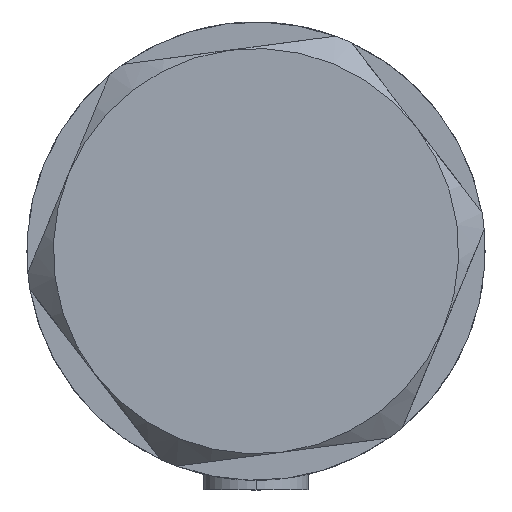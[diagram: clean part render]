
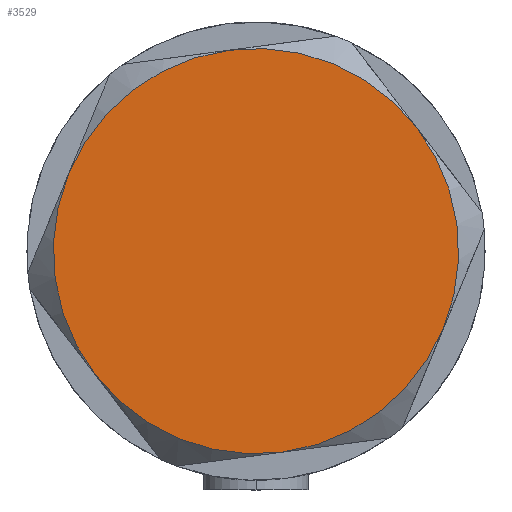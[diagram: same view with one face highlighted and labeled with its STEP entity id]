
A CAD part, left-side view. The second image highlights one B-rep face of the part: STEP entity #3529.
In plain terms, the highlighted face is planar.
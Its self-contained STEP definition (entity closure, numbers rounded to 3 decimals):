
#142 = VERTEX_POINT ( 'NONE', #1206 ) ;
#256 = CARTESIAN_POINT ( 'NONE',  ( 0., 0., 9. ) ) ;
#340 = CARTESIAN_POINT ( 'NONE',  ( -11.5, 19.919, 9. ) ) ;
#368 = AXIS2_PLACEMENT_3D ( 'NONE', #3563, #1648, #4875 ) ;
#374 = DIRECTION ( 'NONE',  ( 1., 0., 0. ) ) ;
#664 = VERTEX_POINT ( 'NONE', #854 ) ;
#695 = CIRCLE ( 'NONE', #1872, 23. ) ;
#797 = EDGE_CURVE ( 'NONE', #664, #142, #695, .T. ) ;
#854 = CARTESIAN_POINT ( 'NONE',  ( -23., 0., 9. ) ) ;
#953 = CIRCLE ( 'NONE', #4433, 23. ) ;
#1055 = DIRECTION ( 'NONE',  ( 1., 0., 0. ) ) ;
#1065 = ORIENTED_EDGE ( 'NONE', *, *, #2714, .T. ) ;
#1187 = CIRCLE ( 'NONE', #4607, 23. ) ;
#1206 = CARTESIAN_POINT ( 'NONE',  ( -11.5, -19.919, 9. ) ) ;
#1273 = CIRCLE ( 'NONE', #4162, 23. ) ;
#1378 = CARTESIAN_POINT ( 'NONE',  ( 11.5, -19.919, 9. ) ) ;
#1456 = EDGE_CURVE ( 'NONE', #1758, #4273, #953, .T. ) ;
#1499 = CARTESIAN_POINT ( 'NONE',  ( 0., 0., 9. ) ) ;
#1648 = DIRECTION ( 'NONE',  ( 0., 0., 1. ) ) ;
#1758 = VERTEX_POINT ( 'NONE', #2761 ) ;
#1872 = AXIS2_PLACEMENT_3D ( 'NONE', #256, #4525, #3733 ) ;
#1881 = EDGE_CURVE ( 'NONE', #4273, #664, #3918, .T. ) ;
#1923 = DIRECTION ( 'NONE',  ( 0., 0., 1. ) ) ;
#1941 = CARTESIAN_POINT ( 'NONE',  ( 0., 0., 9. ) ) ;
#2045 = ORIENTED_EDGE ( 'NONE', *, *, #1456, .T. ) ;
#2160 = EDGE_CURVE ( 'NONE', #142, #2506, #1273, .T. ) ;
#2271 = CARTESIAN_POINT ( 'NONE',  ( 0., 0., 9. ) ) ;
#2330 = DIRECTION ( 'NONE',  ( 1., 0., 0. ) ) ;
#2497 = PLANE ( 'NONE',  #368 ) ;
#2506 = VERTEX_POINT ( 'NONE', #1378 ) ;
#2611 = DIRECTION ( 'NONE',  ( 0., 0., 1. ) ) ;
#2714 = EDGE_CURVE ( 'NONE', #2506, #4304, #3045, .T. ) ;
#2761 = CARTESIAN_POINT ( 'NONE',  ( 11.5, 19.919, 9. ) ) ;
#2925 = EDGE_CURVE ( 'NONE', #4304, #1758, #1187, .T. ) ;
#2931 = DIRECTION ( 'NONE',  ( 0., 0., 1. ) ) ;
#2961 = EDGE_LOOP ( 'NONE', ( #1065, #3677, #2045, #4935, #3238, #4165 ) ) ;
#3045 = CIRCLE ( 'NONE', #3666, 23. ) ;
#3238 = ORIENTED_EDGE ( 'NONE', *, *, #797, .T. ) ;
#3424 = DIRECTION ( 'NONE',  ( 0., 0., 1. ) ) ;
#3529 = ADVANCED_FACE ( 'NONE', ( #4032 ), #2497, .T. ) ;
#3554 = DIRECTION ( 'NONE',  ( 0., 0., 1. ) ) ;
#3563 = CARTESIAN_POINT ( 'NONE',  ( 0., 0., 9. ) ) ;
#3666 = AXIS2_PLACEMENT_3D ( 'NONE', #2271, #2611, #1055 ) ;
#3677 = ORIENTED_EDGE ( 'NONE', *, *, #2925, .T. ) ;
#3725 = CARTESIAN_POINT ( 'NONE',  ( 0., 0., 9. ) ) ;
#3733 = DIRECTION ( 'NONE',  ( 1., 0., 0. ) ) ;
#3918 = CIRCLE ( 'NONE', #5042, 23. ) ;
#4032 = FACE_OUTER_BOUND ( 'NONE', #2961, .T. ) ;
#4034 = CARTESIAN_POINT ( 'NONE',  ( 23., 0., 9. ) ) ;
#4162 = AXIS2_PLACEMENT_3D ( 'NONE', #1499, #3424, #2330 ) ;
#4165 = ORIENTED_EDGE ( 'NONE', *, *, #2160, .T. ) ;
#4273 = VERTEX_POINT ( 'NONE', #340 ) ;
#4299 = DIRECTION ( 'NONE',  ( 1., 0., 0. ) ) ;
#4304 = VERTEX_POINT ( 'NONE', #4034 ) ;
#4433 = AXIS2_PLACEMENT_3D ( 'NONE', #5152, #3554, #374 ) ;
#4492 = DIRECTION ( 'NONE',  ( 1., 0., 0. ) ) ;
#4525 = DIRECTION ( 'NONE',  ( 0., 0., 1. ) ) ;
#4607 = AXIS2_PLACEMENT_3D ( 'NONE', #1941, #1923, #4299 ) ;
#4875 = DIRECTION ( 'NONE',  ( 1., 0., 0. ) ) ;
#4935 = ORIENTED_EDGE ( 'NONE', *, *, #1881, .T. ) ;
#5042 = AXIS2_PLACEMENT_3D ( 'NONE', #3725, #2931, #4492 ) ;
#5152 = CARTESIAN_POINT ( 'NONE',  ( 0., 0., 9. ) ) ;
